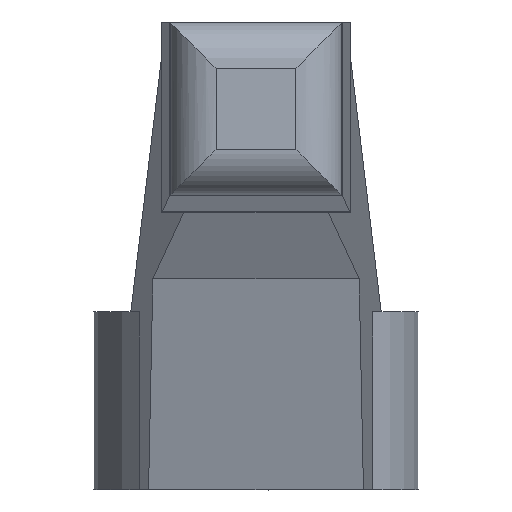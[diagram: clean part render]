
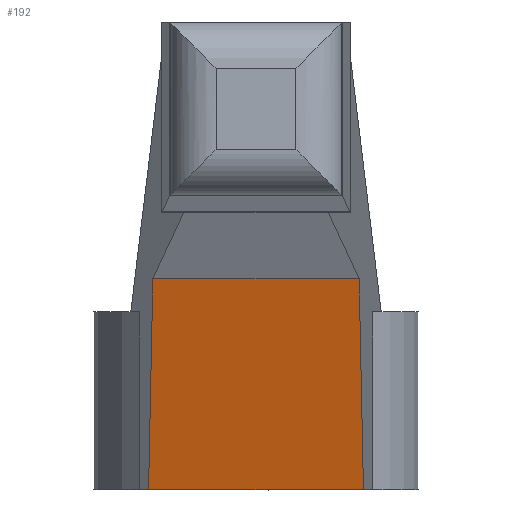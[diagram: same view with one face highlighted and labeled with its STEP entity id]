
A CAD part, left-side view. The second image highlights one B-rep face of the part: STEP entity #192.
In plain terms, the highlighted planar face has unit normal (-0.966, 0, -0.259).
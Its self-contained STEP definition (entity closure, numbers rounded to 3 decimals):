
#192=ADVANCED_FACE('',(#351),#282,.T.);
#282=PLANE('',#1776);
#351=FACE_OUTER_BOUND('',#442,.T.);
#442=EDGE_LOOP('',(#622,#623,#624,#625));
#622=ORIENTED_EDGE('',*,*,#1221,.F.);
#623=ORIENTED_EDGE('',*,*,#1222,.T.);
#624=ORIENTED_EDGE('',*,*,#1223,.T.);
#625=ORIENTED_EDGE('',*,*,#1158,.F.);
#1008=VERTEX_POINT('',#2375);
#1009=VERTEX_POINT('',#2377);
#1058=VERTEX_POINT('',#2545);
#1059=VERTEX_POINT('',#2549);
#1158=EDGE_CURVE('',#1008,#1009,#1393,.T.);
#1221=EDGE_CURVE('',#1058,#1008,#1447,.T.);
#1222=EDGE_CURVE('',#1058,#1059,#1448,.T.);
#1223=EDGE_CURVE('',#1059,#1009,#1449,.T.);
#1393=LINE('',#2376,#1579);
#1447=LINE('',#2546,#1633);
#1448=LINE('',#2548,#1634);
#1449=LINE('',#2550,#1635);
#1579=VECTOR('',#1902,1.);
#1633=VECTOR('',#1992,1.);
#1634=VECTOR('',#1995,1.);
#1635=VECTOR('',#1996,1.);
#1776=AXIS2_PLACEMENT_3D('',#2551,#1997,#1998);
#1902=DIRECTION('',(0.,1.,0.));
#1992=DIRECTION('',(0.259,-0.02,-0.966));
#1995=DIRECTION('',(0.,1.,0.));
#1996=DIRECTION('',(0.259,0.02,-0.966));
#1997=DIRECTION('',(-0.966,0.,-0.259));
#1998=DIRECTION('',(-0.259,0.,0.966));
#2375=CARTESIAN_POINT('',(-35.437,94.631,211.904));
#2376=CARTESIAN_POINT('',(-35.437,91.937,211.904));
#2377=CARTESIAN_POINT('',(-35.437,127.243,211.904));
#2545=CARTESIAN_POINT('',(-44.011,95.281,243.904));
#2546=CARTESIAN_POINT('',(-37.373,94.777,219.13));
#2548=CARTESIAN_POINT('',(-44.011,91.937,243.904));
#2549=CARTESIAN_POINT('',(-44.011,126.593,243.904));
#2550=CARTESIAN_POINT('',(-37.373,127.097,219.13));
#2551=CARTESIAN_POINT('',(-39.724,91.937,227.904));
